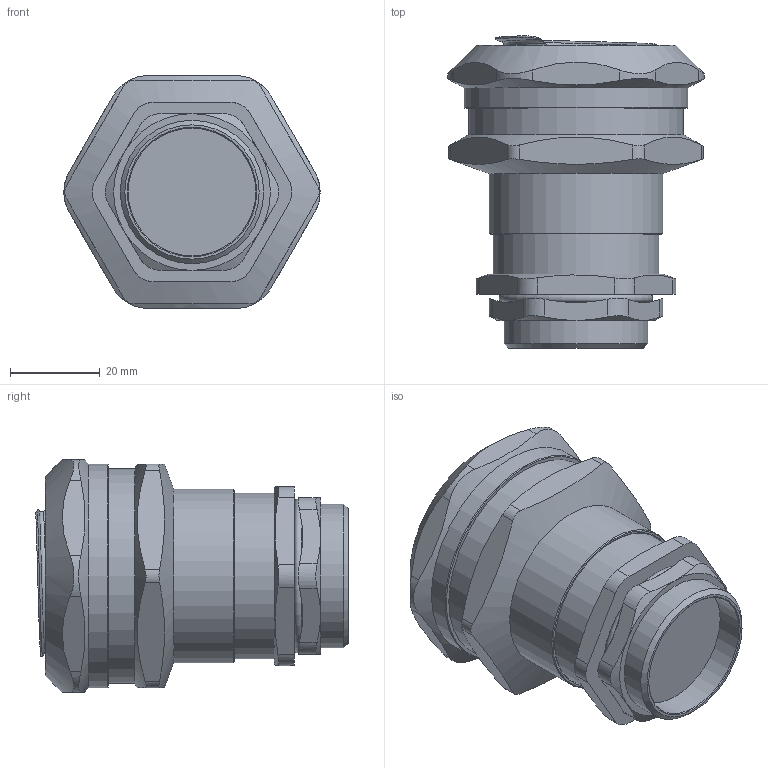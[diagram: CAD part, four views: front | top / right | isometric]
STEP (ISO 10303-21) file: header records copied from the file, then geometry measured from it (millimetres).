
FILE_DESCRIPTION(/* description */ ('ВК-НС-М32-25-МР32'),/* implementation_level */ '2;1');
FILE_NAME(/* name */ '',/* time_stamp */ '2025-03-05T14:01:42+07:00',/* author */ ('zeta-86'),/* organization */ (''),/* preprocessor_version */ 'ST-DEVELOPER v19.2',/* originating_system */ 'Autodesk Inventor 2024',/* authorisation */ '');
FILE_SCHEMA (('AUTOMOTIVE_DESIGN { 1 0 10303 214 3 1 1 }'));
Length unit declared in the file: millimetre
Products named in the file (1): ВК-НС-М32-25-МР3
2
Bounding box: 57.2 x 69.73 x 52 mm (x, y, z)
Volume: 94440.9 mm3; surface area: 15341.6 mm2
Topology: 1 solids, 1 shells, 101 faces, 261 edges, 171 vertices
Faces by surface type: cylinder 35, plane 35, cone 21, bspline 7, torus 3
Full cylindrical faces by diameter (mm): 28.5 x1, 32 x1, 33.5 x2, 37 x1, 38.8 x1, 40.8 x1, 48 x1, 50 x1
Entity records: 4086 total; most frequent: CARTESIAN_POINT 1744, ORIENTED_EDGE 522, DIRECTION 381, EDGE_CURVE 261, VERTEX_POINT 171, AXIS2_PLACEMENT_3D 154, EDGE_LOOP 110, FACE_OUTER_BOUND 101
